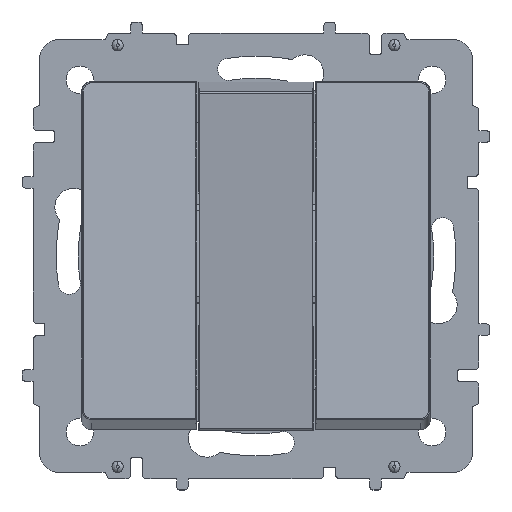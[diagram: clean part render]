
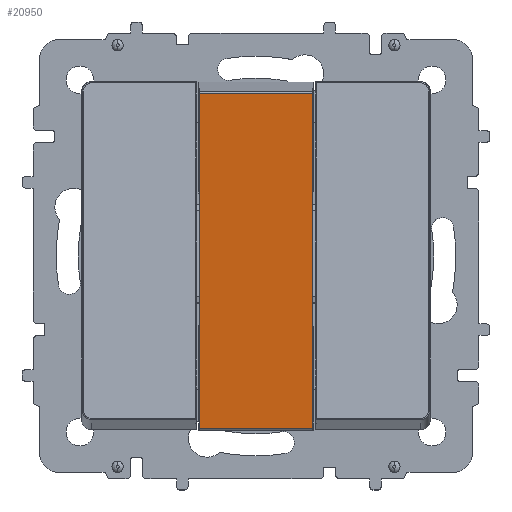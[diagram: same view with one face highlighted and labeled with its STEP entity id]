
A CAD part, top view. The second image highlights one B-rep face of the part: STEP entity #20950.
In plain terms, the highlighted planar face has unit normal (0, -0.104, 0.995).
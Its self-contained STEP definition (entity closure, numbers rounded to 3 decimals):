
#2589 = CARTESIAN_POINT ( 'NONE',  ( 1027.7, -27.594, 10.548 ) ) ;
#2885 = VERTEX_POINT ( 'NONE', #28512 ) ;
#3164 = LINE ( 'NONE', #23600, #29030 ) ;
#3176 = VECTOR ( 'NONE', #6070, 1000. ) ;
#6070 = DIRECTION ( 'NONE',  ( -1., 0., 0. ) ) ;
#6326 = VERTEX_POINT ( 'NONE', #20007 ) ;
#6774 = VECTOR ( 'NONE', #16283, 1000. ) ;
#7033 = DIRECTION ( 'NONE',  ( 0., 0.105, -0.995 ) ) ;
#7323 = ORIENTED_EDGE ( 'NONE', *, *, #20111, .T. ) ;
#8520 = EDGE_CURVE ( 'NONE', #6326, #10292, #23342, .T. ) ;
#9667 = VECTOR ( 'NONE', #25275, 1000. ) ;
#10292 = VERTEX_POINT ( 'NONE', #23013 ) ;
#11937 = CARTESIAN_POINT ( 'NONE',  ( 1009.033, 18.961, 15.441 ) ) ;
#12474 = DIRECTION ( 'NONE',  ( -1., 0., 0. ) ) ;
#14055 = CARTESIAN_POINT ( 'NONE',  ( 1027.7, 26.18, 16.2 ) ) ;
#14516 = ORIENTED_EDGE ( 'NONE', *, *, #25075, .F. ) ;
#14848 = DIRECTION ( 'NONE',  ( 0., -0.995, -0.105 ) ) ;
#14968 = CARTESIAN_POINT ( 'NONE',  ( 990.966, -27.166, 10.593 ) ) ;
#16283 = DIRECTION ( 'NONE',  ( -1., 0., 0. ) ) ;
#16424 = LINE ( 'NONE', #14055, #6774 ) ;
#18281 = PLANE ( 'NONE',  #28094 ) ;
#19781 = VERTEX_POINT ( 'NONE', #14968 ) ;
#20007 = CARTESIAN_POINT ( 'NONE',  ( 1009.033, 26.18, 16.2 ) ) ;
#20111 = EDGE_CURVE ( 'NONE', #6326, #2885, #16424, .T. ) ;
#20518 = FACE_OUTER_BOUND ( 'NONE', #26011, .T. ) ;
#20950 = ADVANCED_FACE ( 'NONE', ( #20518 ), #18281, .F. ) ;
#20987 = ORIENTED_EDGE ( 'NONE', *, *, #8520, .F. ) ;
#22382 = EDGE_CURVE ( 'NONE', #2885, #19781, #3164, .T. ) ;
#23013 = CARTESIAN_POINT ( 'NONE',  ( 1009.033, -27.166, 10.593 ) ) ;
#23342 = LINE ( 'NONE', #11937, #9667 ) ;
#23600 = CARTESIAN_POINT ( 'NONE',  ( 990.966, -27.594, 10.548 ) ) ;
#24306 = CARTESIAN_POINT ( 'NONE',  ( 1000., -27.166, 10.593 ) ) ;
#25075 = EDGE_CURVE ( 'NONE', #10292, #19781, #26378, .T. ) ;
#25275 = DIRECTION ( 'NONE',  ( 0., -0.995, -0.105 ) ) ;
#26011 = EDGE_LOOP ( 'NONE', ( #28556, #14516, #20987, #7323 ) ) ;
#26378 = LINE ( 'NONE', #24306, #3176 ) ;
#28094 = AXIS2_PLACEMENT_3D ( 'NONE', #2589, #7033, #12474 ) ;
#28512 = CARTESIAN_POINT ( 'NONE',  ( 990.966, 26.18, 16.2 ) ) ;
#28556 = ORIENTED_EDGE ( 'NONE', *, *, #22382, .T. ) ;
#29030 = VECTOR ( 'NONE', #14848, 1000. ) ;
